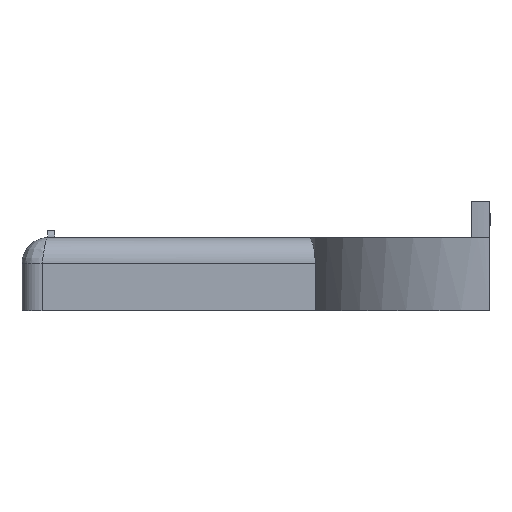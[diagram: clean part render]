
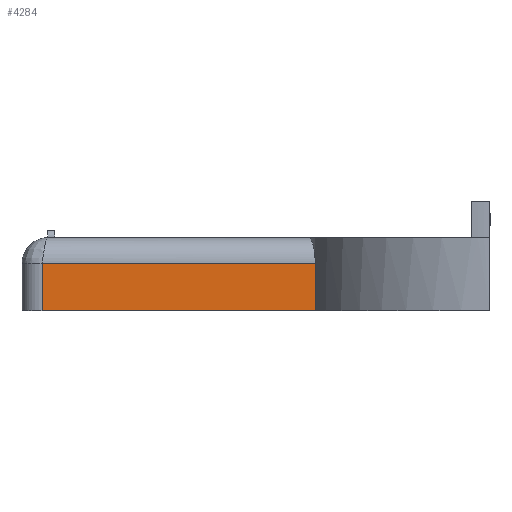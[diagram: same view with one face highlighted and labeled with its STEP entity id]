
A CAD part, left-side view. The second image highlights one B-rep face of the part: STEP entity #4284.
In plain terms, the highlighted planar face has unit normal (-1, 0, 0).
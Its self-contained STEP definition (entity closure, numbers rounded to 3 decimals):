
#1123 = CYLINDRICAL_SURFACE('',#1124,7.);
#1124 = AXIS2_PLACEMENT_3D('',#1125,#1126,#1127);
#1125 = CARTESIAN_POINT('',(-8.,47.697,13.));
#1126 = DIRECTION('',(0.,1.,0.));
#1127 = DIRECTION('',(0.,0.,1.));
#1156 = CYLINDRICAL_SURFACE('',#1157,50.);
#1157 = AXIS2_PLACEMENT_3D('',#1158,#1159,#1160);
#1158 = CARTESIAN_POINT('',(0.,0.,0.));
#1159 = DIRECTION('',(-0.,-0.,-1.));
#1160 = DIRECTION('',(1.,0.,0.));
#1422 = PLANE('',#1423);
#1423 = AXIS2_PLACEMENT_3D('',#1424,#1425,#1426);
#1424 = CARTESIAN_POINT('',(0.,53.605,0.));
#1425 = DIRECTION('',(0.,0.,1.));
#1426 = DIRECTION('',(1.,0.,0.));
#1744 = EDGE_CURVE('',#1745,#1747,#1749,.T.);
#1745 = VERTEX_POINT('',#1746);
#1746 = CARTESIAN_POINT('',(-15.,47.697,0.));
#1747 = VERTEX_POINT('',#1748);
#1748 = CARTESIAN_POINT('',(-15.,47.697,13.));
#1749 = SURFACE_CURVE('',#1750,(#1754,#1761),.PCURVE_S1.);
#1750 = LINE('',#1751,#1752);
#1751 = CARTESIAN_POINT('',(-15.,47.697,0.));
#1752 = VECTOR('',#1753,1.);
#1753 = DIRECTION('',(0.,0.,1.));
#1754 = PCURVE('',#1156,#1755);
#1755 = DEFINITIONAL_REPRESENTATION('',(#1756),#1760);
#1756 = LINE('',#1757,#1758);
#1757 = CARTESIAN_POINT('',(-1.875,0.));
#1758 = VECTOR('',#1759,1.);
#1759 = DIRECTION('',(-0.,-1.));
#1760 = ( GEOMETRIC_REPRESENTATION_CONTEXT(2) 
PARAMETRIC_REPRESENTATION_CONTEXT() REPRESENTATION_CONTEXT('2D SPACE',''
  ) );
#1761 = PCURVE('',#1762,#1767);
#1762 = PLANE('',#1763);
#1763 = AXIS2_PLACEMENT_3D('',#1764,#1765,#1766);
#1764 = CARTESIAN_POINT('',(-15.,47.697,0.));
#1765 = DIRECTION('',(-1.,0.,0.));
#1766 = DIRECTION('',(0.,1.,0.));
#1767 = DEFINITIONAL_REPRESENTATION('',(#1768),#1772);
#1768 = LINE('',#1769,#1770);
#1769 = CARTESIAN_POINT('',(0.,0.));
#1770 = VECTOR('',#1771,1.);
#1771 = DIRECTION('',(0.,-1.));
#1772 = ( GEOMETRIC_REPRESENTATION_CONTEXT(2) 
PARAMETRIC_REPRESENTATION_CONTEXT() REPRESENTATION_CONTEXT('2D SPACE',''
  ) );
#1944 = EDGE_CURVE('',#1747,#1945,#1947,.T.);
#1945 = VERTEX_POINT('',#1946);
#1946 = CARTESIAN_POINT('',(-15.,122.197,13.));
#1947 = SURFACE_CURVE('',#1948,(#1952,#1959),.PCURVE_S1.);
#1948 = LINE('',#1949,#1950);
#1949 = CARTESIAN_POINT('',(-15.,47.697,13.));
#1950 = VECTOR('',#1951,1.);
#1951 = DIRECTION('',(0.,1.,0.));
#1952 = PCURVE('',#1123,#1953);
#1953 = DEFINITIONAL_REPRESENTATION('',(#1954),#1958);
#1954 = LINE('',#1955,#1956);
#1955 = CARTESIAN_POINT('',(-1.571,0.));
#1956 = VECTOR('',#1957,1.);
#1957 = DIRECTION('',(-0.,1.));
#1958 = ( GEOMETRIC_REPRESENTATION_CONTEXT(2) 
PARAMETRIC_REPRESENTATION_CONTEXT() REPRESENTATION_CONTEXT('2D SPACE',''
  ) );
#1959 = PCURVE('',#1762,#1960);
#1960 = DEFINITIONAL_REPRESENTATION('',(#1961),#1965);
#1961 = LINE('',#1962,#1963);
#1962 = CARTESIAN_POINT('',(0.,-13.));
#1963 = VECTOR('',#1964,1.);
#1964 = DIRECTION('',(1.,0.));
#1965 = ( GEOMETRIC_REPRESENTATION_CONTEXT(2) 
PARAMETRIC_REPRESENTATION_CONTEXT() REPRESENTATION_CONTEXT('2D SPACE',''
  ) );
#3948 = VERTEX_POINT('',#3949);
#3949 = CARTESIAN_POINT('',(-15.,122.197,0.));
#3964 = CYLINDRICAL_SURFACE('',#3965,5.5);
#3965 = AXIS2_PLACEMENT_3D('',#3966,#3967,#3968);
#3966 = CARTESIAN_POINT('',(-9.5,122.197,0.));
#3967 = DIRECTION('',(-0.,-0.,-1.));
#3968 = DIRECTION('',(1.,0.,0.));
#3976 = EDGE_CURVE('',#1745,#3948,#3977,.T.);
#3977 = SURFACE_CURVE('',#3978,(#3982,#3989),.PCURVE_S1.);
#3978 = LINE('',#3979,#3980);
#3979 = CARTESIAN_POINT('',(-15.,47.697,0.));
#3980 = VECTOR('',#3981,1.);
#3981 = DIRECTION('',(0.,1.,0.));
#3982 = PCURVE('',#1422,#3983);
#3983 = DEFINITIONAL_REPRESENTATION('',(#3984),#3988);
#3984 = LINE('',#3985,#3986);
#3985 = CARTESIAN_POINT('',(-15.,-5.908));
#3986 = VECTOR('',#3987,1.);
#3987 = DIRECTION('',(0.,1.));
#3988 = ( GEOMETRIC_REPRESENTATION_CONTEXT(2) 
PARAMETRIC_REPRESENTATION_CONTEXT() REPRESENTATION_CONTEXT('2D SPACE',''
  ) );
#3989 = PCURVE('',#1762,#3990);
#3990 = DEFINITIONAL_REPRESENTATION('',(#3991),#3995);
#3991 = LINE('',#3992,#3993);
#3992 = CARTESIAN_POINT('',(0.,0.));
#3993 = VECTOR('',#3994,1.);
#3994 = DIRECTION('',(1.,0.));
#3995 = ( GEOMETRIC_REPRESENTATION_CONTEXT(2) 
PARAMETRIC_REPRESENTATION_CONTEXT() REPRESENTATION_CONTEXT('2D SPACE',''
  ) );
#4284 = ADVANCED_FACE('',(#4285),#1762,.T.);
#4285 = FACE_BOUND('',#4286,.T.);
#4286 = EDGE_LOOP('',(#4287,#4288,#4289,#4310));
#4287 = ORIENTED_EDGE('',*,*,#1744,.T.);
#4288 = ORIENTED_EDGE('',*,*,#1944,.T.);
#4289 = ORIENTED_EDGE('',*,*,#4290,.F.);
#4290 = EDGE_CURVE('',#3948,#1945,#4291,.T.);
#4291 = SURFACE_CURVE('',#4292,(#4296,#4303),.PCURVE_S1.);
#4292 = LINE('',#4293,#4294);
#4293 = CARTESIAN_POINT('',(-15.,122.197,0.));
#4294 = VECTOR('',#4295,1.);
#4295 = DIRECTION('',(0.,0.,1.));
#4296 = PCURVE('',#1762,#4297);
#4297 = DEFINITIONAL_REPRESENTATION('',(#4298),#4302);
#4298 = LINE('',#4299,#4300);
#4299 = CARTESIAN_POINT('',(74.5,0.));
#4300 = VECTOR('',#4301,1.);
#4301 = DIRECTION('',(0.,-1.));
#4302 = ( GEOMETRIC_REPRESENTATION_CONTEXT(2) 
PARAMETRIC_REPRESENTATION_CONTEXT() REPRESENTATION_CONTEXT('2D SPACE',''
  ) );
#4303 = PCURVE('',#3964,#4304);
#4304 = DEFINITIONAL_REPRESENTATION('',(#4305),#4309);
#4305 = LINE('',#4306,#4307);
#4306 = CARTESIAN_POINT('',(-3.142,0.));
#4307 = VECTOR('',#4308,1.);
#4308 = DIRECTION('',(-0.,-1.));
#4309 = ( GEOMETRIC_REPRESENTATION_CONTEXT(2) 
PARAMETRIC_REPRESENTATION_CONTEXT() REPRESENTATION_CONTEXT('2D SPACE',''
  ) );
#4310 = ORIENTED_EDGE('',*,*,#3976,.F.);
